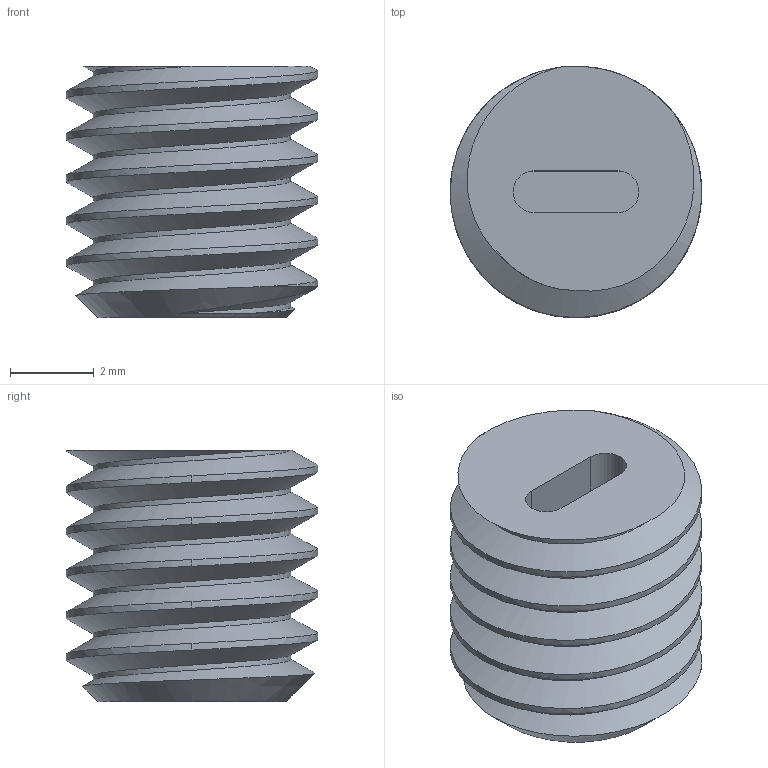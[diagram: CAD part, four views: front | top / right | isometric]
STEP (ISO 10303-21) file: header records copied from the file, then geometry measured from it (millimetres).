
FILE_DESCRIPTION(/* description */ ('STEP AP203'),/* implementation_level */ '2;1');
FILE_NAME(/* name */ 'screws_6mm_m6x1_ext.stp',/* time_stamp */ '2022-12-09T16:54:55+01:00',/* author */ ('Rik Ubaghs'),/* organization */ ('Microsoft'),/* preprocessor_version */ 'ST-DEVELOPER v18.1',/* originating_system */ 'Autodesk Inventor 2021',/* authorisation */ '');
FILE_SCHEMA (('AUTOMOTIVE_DESIGN { 1 0 10303 214 3 1 1 }'));
Length unit declared in the file: millimetre
Products named in the file (1): screws_6mm_m6x1_ext
Bounding box: 6 x 6 x 6 mm (x, y, z)
Volume: 129.5 mm3; surface area: 227.6 mm2
Topology: 1 solids, 1 shells, 17 faces, 43 edges, 29 vertices
Faces by surface type: cylinder 8, plane 5, bspline 3, cone 1
Full cylindrical faces by diameter (mm): 6 x4
Entity records: 3265 total; most frequent: CARTESIAN_POINT 2851, ORIENTED_EDGE 86, DIRECTION 64, EDGE_CURVE 43, VERTEX_POINT 29, AXIS2_PLACEMENT_3D 25, EDGE_LOOP 18, FACE_OUTER_BOUND 17
